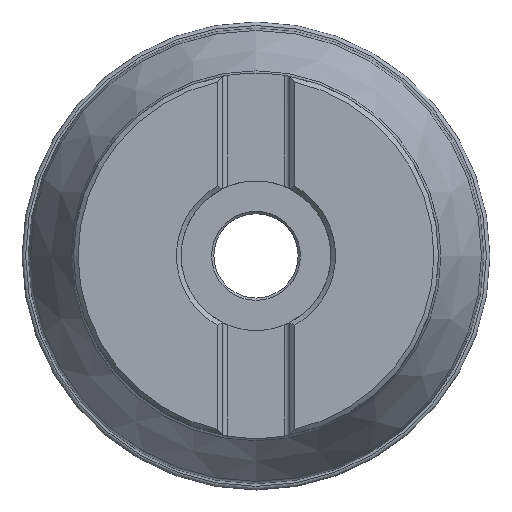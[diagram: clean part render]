
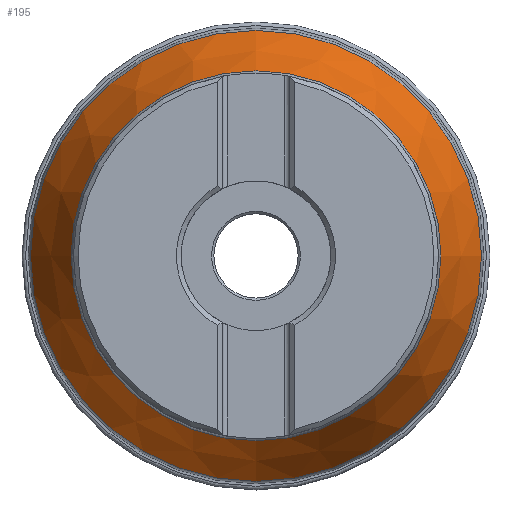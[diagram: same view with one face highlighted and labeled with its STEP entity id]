
A CAD part, top view. The second image highlights one B-rep face of the part: STEP entity #195.
In plain terms, the highlighted conical face has half-angle 25.733 degrees and reference radius 48.654 mm.
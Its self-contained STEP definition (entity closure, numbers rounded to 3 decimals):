
#115=CONICAL_SURFACE('',#999,48.654,25.733);
#195=ADVANCED_FACE('',(#380,#381),#115,.T.);
#380=FACE_BOUND('',#476,.T.);
#381=FACE_BOUND('',#477,.T.);
#476=EDGE_LOOP('',(#600));
#477=EDGE_LOOP('',(#601));
#600=ORIENTED_EDGE('',*,*,#843,.T.);
#601=ORIENTED_EDGE('',*,*,#844,.T.);
#764=VERTEX_POINT('',#1648);
#765=VERTEX_POINT('',#1650);
#843=EDGE_CURVE('',#764,#764,#932,.T.);
#844=EDGE_CURVE('',#765,#765,#933,.T.);
#932=CIRCLE('',#997,39.496);
#933=CIRCLE('',#998,48.158);
#997=AXIS2_PLACEMENT_3D('',#1647,#1171,#1172);
#998=AXIS2_PLACEMENT_3D('',#1649,#1173,#1174);
#999=AXIS2_PLACEMENT_3D('',#1651,#1175,#1176);
#1171=DIRECTION('',(0.,0.,-1.));
#1172=DIRECTION('',(-1.,0.,0.));
#1173=DIRECTION('',(0.,0.,1.));
#1174=DIRECTION('',(1.,0.,0.));
#1175=DIRECTION('',(0.,0.,-1.));
#1176=DIRECTION('',(-1.,0.,0.));
#1647=CARTESIAN_POINT('',(0.,0.,-13.029));
#1648=CARTESIAN_POINT('',(-39.496,0.,-13.029));
#1649=CARTESIAN_POINT('',(0.,0.,-31.));
#1650=CARTESIAN_POINT('',(48.158,0.,-31.));
#1651=CARTESIAN_POINT('',(0.,0.,-32.029));
